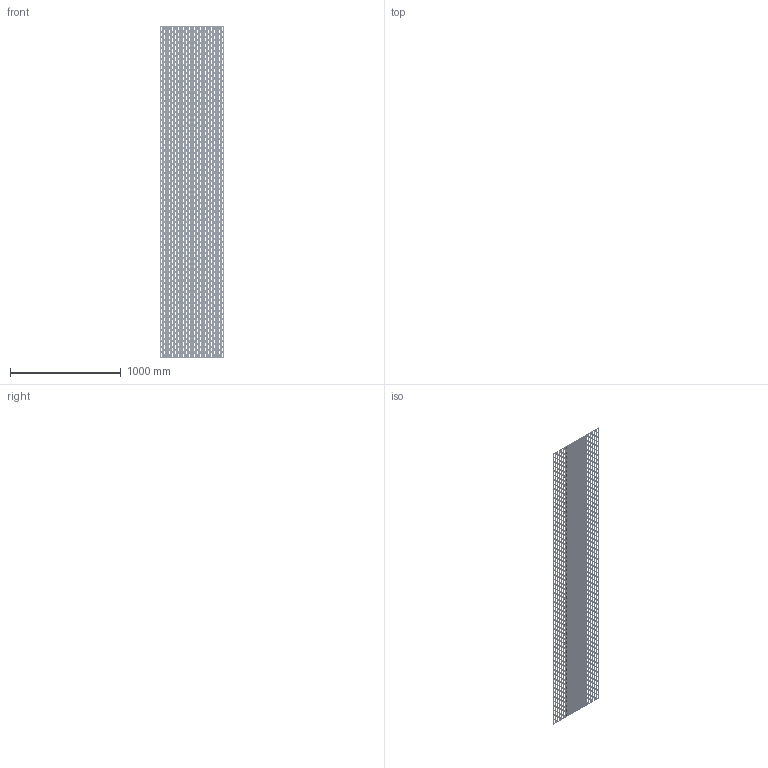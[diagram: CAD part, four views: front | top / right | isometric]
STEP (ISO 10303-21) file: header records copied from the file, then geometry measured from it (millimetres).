
FILE_DESCRIPTION (( 'STEP AP214' ), '1' );
FILE_NAME ('6103630.stp', '2024-05-03T13:40:02', ( '' ), ( '' ), 'SwSTEP 2.0', 'SolidWorks 2022', '' );
FILE_SCHEMA (( 'AUTOMOTIVE_DESIGN' ));
Length unit declared in the file: millimetre
Products named in the file (1): 6103630
Bounding box: 580 x 0.8 x 3000 mm (x, y, z)
Volume: 1158191.8 mm3; surface area: 2980052.1 mm2
Topology: 1 solids, 1 shells, 5482 faces, 16440 edges, 10960 vertices
Faces by surface type: plane 2744, cylinder 2738
Entity records: 191850 total; most frequent: CARTESIAN_POINT 32883, DIRECTION 32882, ORIENTED_EDGE 32880, EDGE_CURVE 16440, VECTOR 10964, LINE 10964, VERTEX_POINT 10960, AXIS2_PLACEMENT_3D 10959
